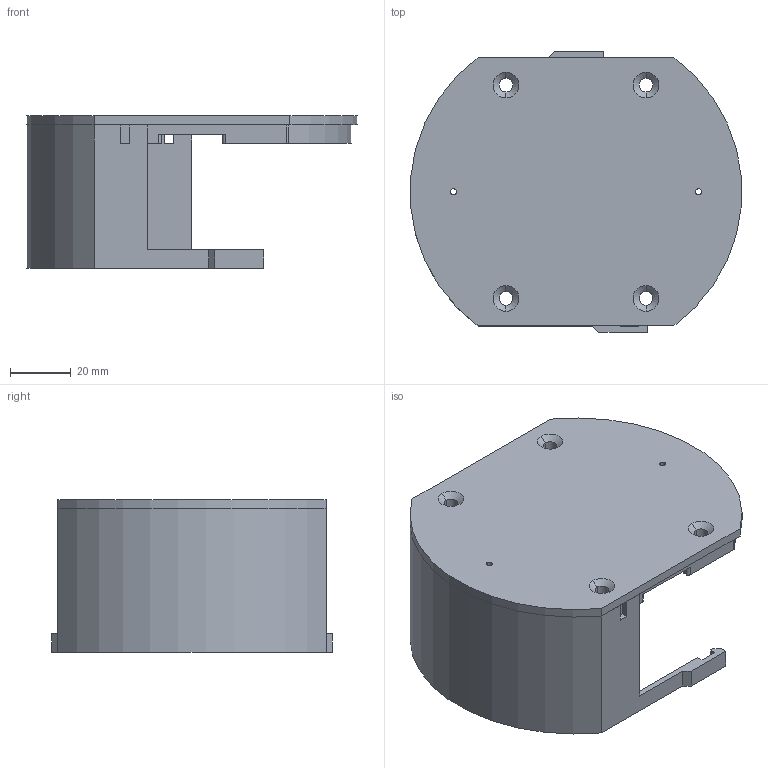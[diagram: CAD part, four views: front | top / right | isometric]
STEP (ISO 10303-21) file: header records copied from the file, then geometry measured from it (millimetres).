
FILE_DESCRIPTION (( 'STEP AP203' ), '1' );
FILE_NAME ('d1_fan_t42.STEP', '2015-02-27T21:54:59', ( '' ), ( '' ), 'SwSTEP 2.0', 'SolidWorks 2013', '' );
FILE_SCHEMA (( 'CONFIG_CONTROL_DESIGN' ));
Length unit declared in the file: millimetre
Products named in the file (1): d1_fan_t42
Bounding box: 108.6 x 92 x 50 mm (x, y, z)
Volume: 47907.7 mm3; surface area: 37244.4 mm2
Topology: 2 solids, 2 shells, 107 faces, 294 edges, 193 vertices
Faces by surface type: plane 57, cylinder 42, cone 8
Entity records: 3507 total; most frequent: DIRECTION 602, CARTESIAN_POINT 595, ORIENTED_EDGE 588, EDGE_CURVE 294, LINE 202, VECTOR 202, AXIS2_PLACEMENT_3D 200, VERTEX_POINT 193
